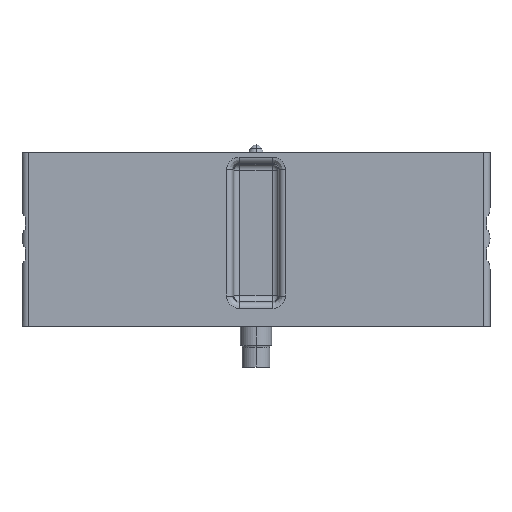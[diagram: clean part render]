
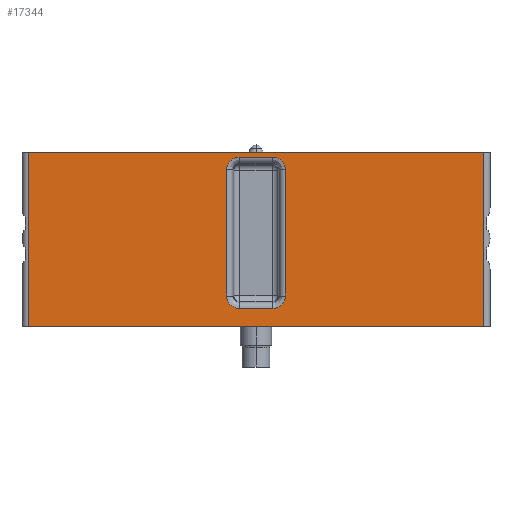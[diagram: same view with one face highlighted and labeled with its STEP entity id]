
A CAD part, front view. The second image highlights one B-rep face of the part: STEP entity #17344.
In plain terms, the highlighted planar face has unit normal (0, -1, 0).
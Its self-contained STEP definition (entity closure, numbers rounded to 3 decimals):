
#5=DIRECTION('',(1.,0.,0.));
#6=VECTOR('',#5,72.89);
#7=CARTESIAN_POINT('',(-36.445,-7.845,0.));
#8=LINE('',#7,#6);
#111=DIRECTION('',(1.,0.,0.));
#112=VECTOR('',#111,72.89);
#113=CARTESIAN_POINT('',(-36.445,-7.845,27.96));
#114=LINE('',#113,#112);
#1081=DIRECTION('',(0.,0.,-1.));
#1082=VECTOR('',#1081,27.96);
#1083=CARTESIAN_POINT('',(36.445,-7.845,27.96));
#1084=LINE('',#1083,#1082);
#1135=CARTESIAN_POINT('',(2.686,-7.845,27.139));
#1136=CARTESIAN_POINT('',(2.751,-7.845,27.139));
#1137=CARTESIAN_POINT('',(2.88,-7.845,27.133));
#1138=CARTESIAN_POINT('',(3.075,-7.845,27.104));
#1139=CARTESIAN_POINT('',(3.266,-7.845,27.057));
#1140=CARTESIAN_POINT('',(3.451,-7.845,26.99));
#1141=CARTESIAN_POINT('',(3.629,-7.845,26.907));
#1142=CARTESIAN_POINT('',(3.797,-7.845,26.806));
#1143=CARTESIAN_POINT('',(3.954,-7.845,26.69));
#1144=CARTESIAN_POINT('',(4.099,-7.845,26.558));
#1145=CARTESIAN_POINT('',(4.23,-7.845,26.413));
#1146=CARTESIAN_POINT('',(4.347,-7.845,26.256));
#1147=CARTESIAN_POINT('',(4.447,-7.845,26.088));
#1148=CARTESIAN_POINT('',(4.531,-7.845,25.91));
#1149=CARTESIAN_POINT('',(4.597,-7.845,25.725));
#1150=CARTESIAN_POINT('',(4.644,-7.845,25.534));
#1151=CARTESIAN_POINT('',(4.673,-7.845,25.34));
#1152=CARTESIAN_POINT('',(4.679,-7.845,25.211));
#1153=CARTESIAN_POINT('',(4.679,-7.845,25.146));
#1155=DIRECTION('',(1.,0.,0.));
#1156=VECTOR('',#1155,5.373);
#1157=CARTESIAN_POINT('',(-2.686,-7.845,
27.139));
#1158=LINE('',#1157,#1156);
#1159=CARTESIAN_POINT('',(-4.679,-7.845,
25.146));
#1160=CARTESIAN_POINT('',(-4.679,-7.845,
25.211));
#1161=CARTESIAN_POINT('',(-4.673,-7.845,
25.34));
#1162=CARTESIAN_POINT('',(-4.644,-7.845,
25.535));
#1163=CARTESIAN_POINT('',(-4.597,-7.845,
25.726));
#1164=CARTESIAN_POINT('',(-4.53,-7.845,
25.911));
#1165=CARTESIAN_POINT('',(-4.447,-7.845,
26.089));
#1166=CARTESIAN_POINT('',(-4.346,-7.845,
26.257));
#1167=CARTESIAN_POINT('',(-4.23,-7.845,
26.414));
#1168=CARTESIAN_POINT('',(-4.098,-7.845,
26.559));
#1169=CARTESIAN_POINT('',(-3.953,-7.845,
26.69));
#1170=CARTESIAN_POINT('',(-3.796,-7.845,
26.807));
#1171=CARTESIAN_POINT('',(-3.628,-7.845,
26.907));
#1172=CARTESIAN_POINT('',(-3.45,-7.845,
26.991));
#1173=CARTESIAN_POINT('',(-3.265,-7.845,
27.057));
#1174=CARTESIAN_POINT('',(-3.074,-7.845,
27.104));
#1175=CARTESIAN_POINT('',(-2.88,-7.845,
27.133));
#1176=CARTESIAN_POINT('',(-2.751,-7.845,
27.139));
#1177=CARTESIAN_POINT('',(-2.686,-7.845,
27.139));
#1179=DIRECTION('',(0.,0.,1.));
#1180=VECTOR('',#1179,20.223);
#1181=CARTESIAN_POINT('',(-4.679,-7.845,
4.924));
#1182=LINE('',#1181,#1180);
#1183=CARTESIAN_POINT('',(-2.686,-7.845,
2.931));
#1184=CARTESIAN_POINT('',(-2.751,-7.845,
2.931));
#1185=CARTESIAN_POINT('',(-2.88,-7.845,
2.937));
#1186=CARTESIAN_POINT('',(-3.075,-7.845,
2.966));
#1187=CARTESIAN_POINT('',(-3.266,-7.845,
3.013));
#1188=CARTESIAN_POINT('',(-3.451,-7.845,
3.08));
#1189=CARTESIAN_POINT('',(-3.629,-7.845,
3.163));
#1190=CARTESIAN_POINT('',(-3.797,-7.845,
3.264));
#1191=CARTESIAN_POINT('',(-3.954,-7.845,
3.38));
#1192=CARTESIAN_POINT('',(-4.099,-7.845,
3.512));
#1193=CARTESIAN_POINT('',(-4.23,-7.845,
3.657));
#1194=CARTESIAN_POINT('',(-4.347,-7.845,
3.814));
#1195=CARTESIAN_POINT('',(-4.447,-7.845,
3.982));
#1196=CARTESIAN_POINT('',(-4.531,-7.845,
4.16));
#1197=CARTESIAN_POINT('',(-4.597,-7.845,
4.345));
#1198=CARTESIAN_POINT('',(-4.644,-7.845,
4.536));
#1199=CARTESIAN_POINT('',(-4.673,-7.845,
4.73));
#1200=CARTESIAN_POINT('',(-4.679,-7.845,
4.859));
#1201=CARTESIAN_POINT('',(-4.679,-7.845,
4.924));
#1203=DIRECTION('',(-1.,0.,0.));
#1204=VECTOR('',#1203,5.373);
#1205=CARTESIAN_POINT('',(2.686,-7.845,2.931));
#1206=LINE('',#1205,#1204);
#1207=CARTESIAN_POINT('',(4.679,-7.845,4.924));
#1208=CARTESIAN_POINT('',(4.679,-7.845,4.859));
#1209=CARTESIAN_POINT('',(4.673,-7.845,4.73));
#1210=CARTESIAN_POINT('',(4.644,-7.845,4.535));
#1211=CARTESIAN_POINT('',(4.597,-7.845,4.344));
#1212=CARTESIAN_POINT('',(4.53,-7.845,4.159));
#1213=CARTESIAN_POINT('',(4.447,-7.845,3.981));
#1214=CARTESIAN_POINT('',(4.346,-7.845,3.813));
#1215=CARTESIAN_POINT('',(4.23,-7.845,3.656));
#1216=CARTESIAN_POINT('',(4.098,-7.845,3.511));
#1217=CARTESIAN_POINT('',(3.953,-7.845,3.38));
#1218=CARTESIAN_POINT('',(3.796,-7.845,3.263));
#1219=CARTESIAN_POINT('',(3.628,-7.845,3.163));
#1220=CARTESIAN_POINT('',(3.45,-7.845,3.079));
#1221=CARTESIAN_POINT('',(3.265,-7.845,3.013));
#1222=CARTESIAN_POINT('',(3.074,-7.845,2.966));
#1223=CARTESIAN_POINT('',(2.88,-7.845,2.937));
#1224=CARTESIAN_POINT('',(2.751,-7.845,2.931));
#1225=CARTESIAN_POINT('',(2.686,-7.845,2.931));
#1227=DIRECTION('',(0.,0.,-1.));
#1228=VECTOR('',#1227,20.223);
#1229=CARTESIAN_POINT('',(4.679,-7.845,25.146));
#1230=LINE('',#1229,#1228);
#1251=DIRECTION('',(0.,0.,-1.));
#1252=VECTOR('',#1251,27.96);
#1253=CARTESIAN_POINT('',(-36.445,-7.845,27.96));
#1254=LINE('',#1253,#1252);
#13804=CARTESIAN_POINT('',(-36.445,-7.845,27.96));
#13805=CARTESIAN_POINT('',(-36.445,-7.845,0.));
#13806=VERTEX_POINT('',#13804);
#13807=VERTEX_POINT('',#13805);
#13821=CARTESIAN_POINT('',(36.445,-7.845,0.));
#13823=VERTEX_POINT('',#13821);
#13824=CARTESIAN_POINT('',(36.445,-7.845,27.96));
#13825=VERTEX_POINT('',#13824);
#15708=VERTEX_POINT('',#1135);
#15709=VERTEX_POINT('',#1153);
#15712=CARTESIAN_POINT('',(4.679,-7.845,
4.924));
#15713=VERTEX_POINT('',#15712);
#15716=VERTEX_POINT('',#1225);
#15718=CARTESIAN_POINT('',(-2.686,-7.845,
2.931));
#15719=VERTEX_POINT('',#15718);
#15722=VERTEX_POINT('',#1201);
#15724=CARTESIAN_POINT('',(-4.679,-7.845,
25.146));
#15725=VERTEX_POINT('',#15724);
#15728=VERTEX_POINT('',#1177);
#17314=CARTESIAN_POINT('',(-37.445,-7.845,0.));
#17315=DIRECTION('',(0.,-1.,0.));
#17316=DIRECTION('',(1.,0.,0.));
#17317=AXIS2_PLACEMENT_3D('',#17314,#17315,#17316);
#17318=PLANE('',#17317);
#17320=ORIENTED_EDGE('',*,*,#17319,.F.);
#17321=ORIENTED_EDGE('',*,*,#16730,.T.);
#17322=ORIENTED_EDGE('',*,*,#17296,.T.);
#17323=ORIENTED_EDGE('',*,*,#16627,.F.);
#17324=EDGE_LOOP('',(#17320,#17321,#17322,#17323));
#17325=FACE_OUTER_BOUND('',#17324,.F.);
#17327=ORIENTED_EDGE('',*,*,#17326,.F.);
#17329=ORIENTED_EDGE('',*,*,#17328,.F.);
#17331=ORIENTED_EDGE('',*,*,#17330,.F.);
#17333=ORIENTED_EDGE('',*,*,#17332,.F.);
#17335=ORIENTED_EDGE('',*,*,#17334,.F.);
#17337=ORIENTED_EDGE('',*,*,#17336,.F.);
#17339=ORIENTED_EDGE('',*,*,#17338,.F.);
#17341=ORIENTED_EDGE('',*,*,#17340,.F.);
#17342=EDGE_LOOP('',(#17327,#17329,#17331,#17333,#17335,#17337,#17339,#17341));
#17343=FACE_BOUND('',#17342,.F.);
#17344=ADVANCED_FACE('',(#17325,#17343),#17318,.T.);
#1154=B_SPLINE_CURVE_WITH_KNOTS('',3,(#1135,#1136,#1137,#1138,#1139,#1140,#1141,
#1142,#1143,#1144,#1145,#1146,#1147,#1148,#1149,#1150,#1151,#1152,#1153),
.UNSPECIFIED.,.F.,.F.,(4,1,1,1,1,1,1,1,1,1,1,1,1,1,1,1,4),(0.,0.063,0.125,
0.188,0.25,0.313,0.375,0.438,0.5,0.563,0.625,0.688,
0.75,0.813,0.875,0.938,1.),.UNSPECIFIED.);
#1178=B_SPLINE_CURVE_WITH_KNOTS('',3,(#1159,#1160,#1161,#1162,#1163,#1164,#1165,
#1166,#1167,#1168,#1169,#1170,#1171,#1172,#1173,#1174,#1175,#1176,#1177),
.UNSPECIFIED.,.F.,.F.,(4,1,1,1,1,1,1,1,1,1,1,1,1,1,1,1,4),(0.,0.063,0.125,
0.188,0.25,0.313,0.375,0.438,0.5,0.563,0.625,0.688,
0.75,0.813,0.875,0.938,1.),.UNSPECIFIED.);
#1202=B_SPLINE_CURVE_WITH_KNOTS('',3,(#1183,#1184,#1185,#1186,#1187,#1188,#1189,
#1190,#1191,#1192,#1193,#1194,#1195,#1196,#1197,#1198,#1199,#1200,#1201),
.UNSPECIFIED.,.F.,.F.,(4,1,1,1,1,1,1,1,1,1,1,1,1,1,1,1,4),(0.,0.063,0.125,
0.188,0.25,0.313,0.375,0.438,0.5,0.563,0.625,0.688,
0.75,0.813,0.875,0.938,1.),.UNSPECIFIED.);
#1226=B_SPLINE_CURVE_WITH_KNOTS('',3,(#1207,#1208,#1209,#1210,#1211,#1212,#1213,
#1214,#1215,#1216,#1217,#1218,#1219,#1220,#1221,#1222,#1223,#1224,#1225),
.UNSPECIFIED.,.F.,.F.,(4,1,1,1,1,1,1,1,1,1,1,1,1,1,1,1,4),(0.,0.063,0.125,
0.188,0.25,0.313,0.375,0.438,0.5,0.563,0.625,0.688,
0.75,0.813,0.875,0.938,1.),.UNSPECIFIED.);
#16627=EDGE_CURVE('',#13807,#13823,#8,.T.);
#16730=EDGE_CURVE('',#13806,#13825,#114,.T.);
#17296=EDGE_CURVE('',#13825,#13823,#1084,.T.);
#17319=EDGE_CURVE('',#13806,#13807,#1254,.T.);
#17326=EDGE_CURVE('',#15708,#15709,#1154,.T.);
#17328=EDGE_CURVE('',#15728,#15708,#1158,.T.);
#17330=EDGE_CURVE('',#15725,#15728,#1178,.T.);
#17332=EDGE_CURVE('',#15722,#15725,#1182,.T.);
#17334=EDGE_CURVE('',#15719,#15722,#1202,.T.);
#17336=EDGE_CURVE('',#15716,#15719,#1206,.T.);
#17338=EDGE_CURVE('',#15713,#15716,#1226,.T.);
#17340=EDGE_CURVE('',#15709,#15713,#1230,.T.);
